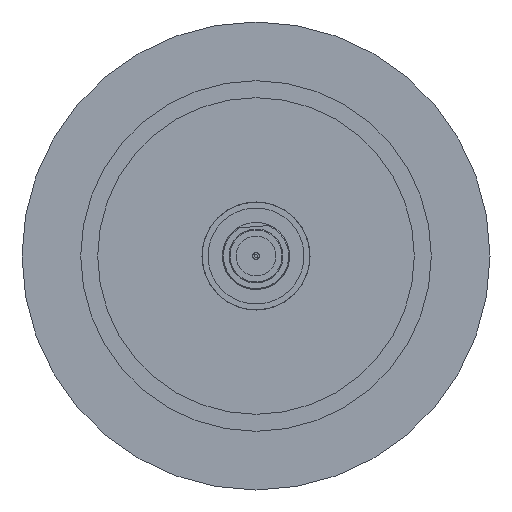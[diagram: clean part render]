
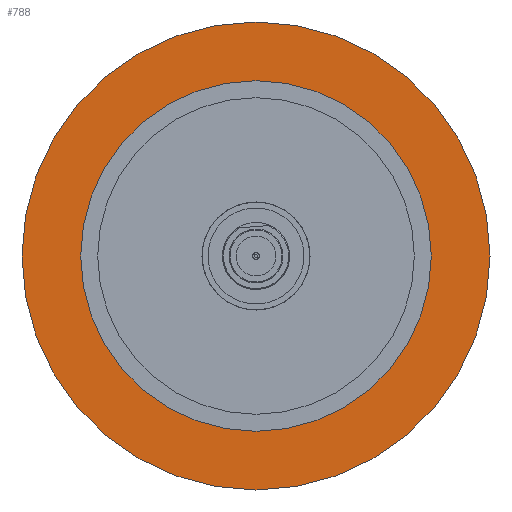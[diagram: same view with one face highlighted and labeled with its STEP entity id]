
A CAD part, left-side view. The second image highlights one B-rep face of the part: STEP entity #788.
In plain terms, the highlighted planar face has unit normal (-1, 0, 0).
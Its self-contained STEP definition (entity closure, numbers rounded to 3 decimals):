
#19 = CARTESIAN_POINT ( 'NONE',  ( 0., 0., -20.6 ) ) ;
#66 = ORIENTED_EDGE ( 'NONE', *, *, #1360, .F. ) ;
#105 = DIRECTION ( 'NONE',  ( -1., 0., 0. ) ) ;
#113 = DIRECTION ( 'NONE',  ( -1., 0., 0. ) ) ;
#205 = DIRECTION ( 'NONE',  ( 1., 0., 0. ) ) ;
#264 = CIRCLE ( 'NONE', #659, 27.5 ) ;
#284 = EDGE_CURVE ( 'NONE', #1401, #1167, #1070, .T. ) ;
#324 = CIRCLE ( 'NONE', #978, 20.6 ) ;
#433 = FACE_OUTER_BOUND ( 'NONE', #925, .T. ) ;
#449 = AXIS2_PLACEMENT_3D ( 'NONE', #1270, #105, #610 ) ;
#462 = CARTESIAN_POINT ( 'NONE',  ( 0., 0., 0. ) ) ;
#487 = AXIS2_PLACEMENT_3D ( 'NONE', #882, #113, #1647 ) ;
#560 = VERTEX_POINT ( 'NONE', #641 ) ;
#561 = PLANE ( 'NONE',  #1459 ) ;
#586 = FACE_BOUND ( 'NONE', #1351, .T. ) ;
#588 = CARTESIAN_POINT ( 'NONE',  ( 0., 0., -27.5 ) ) ;
#610 = DIRECTION ( 'NONE',  ( 0., 0., 1. ) ) ;
#641 = CARTESIAN_POINT ( 'NONE',  ( 0., 0., 20.6 ) ) ;
#652 = ORIENTED_EDGE ( 'NONE', *, *, #923, .F. ) ;
#659 = AXIS2_PLACEMENT_3D ( 'NONE', #462, #1117, #981 ) ;
#711 = ORIENTED_EDGE ( 'NONE', *, *, #284, .T. ) ;
#712 = CIRCLE ( 'NONE', #487, 20.6 ) ;
#718 = DIRECTION ( 'NONE',  ( 0., 0., -1. ) ) ;
#788 = ADVANCED_FACE ( 'NONE', ( #586, #433 ), #561, .F. ) ;
#790 = EDGE_CURVE ( 'NONE', #1167, #1401, #264, .T. ) ;
#872 = CARTESIAN_POINT ( 'NONE',  ( 0., 0., 0. ) ) ;
#879 = CARTESIAN_POINT ( 'NONE',  ( 0., 0., -27.5 ) ) ;
#882 = CARTESIAN_POINT ( 'NONE',  ( 0., 0., 0. ) ) ;
#923 = EDGE_CURVE ( 'NONE', #560, #986, #324, .T. ) ;
#925 = EDGE_LOOP ( 'NONE', ( #1118, #711 ) ) ;
#978 = AXIS2_PLACEMENT_3D ( 'NONE', #872, #1630, #1114 ) ;
#981 = DIRECTION ( 'NONE',  ( 0., 0., 1. ) ) ;
#986 = VERTEX_POINT ( 'NONE', #19 ) ;
#1070 = CIRCLE ( 'NONE', #449, 27.5 ) ;
#1114 = DIRECTION ( 'NONE',  ( 0., 0., 1. ) ) ;
#1117 = DIRECTION ( 'NONE',  ( -1., 0., 0. ) ) ;
#1118 = ORIENTED_EDGE ( 'NONE', *, *, #790, .T. ) ;
#1167 = VERTEX_POINT ( 'NONE', #1250 ) ;
#1250 = CARTESIAN_POINT ( 'NONE',  ( 0., 0., 27.5 ) ) ;
#1270 = CARTESIAN_POINT ( 'NONE',  ( 0., 0., 0. ) ) ;
#1351 = EDGE_LOOP ( 'NONE', ( #652, #66 ) ) ;
#1360 = EDGE_CURVE ( 'NONE', #986, #560, #712, .T. ) ;
#1401 = VERTEX_POINT ( 'NONE', #879 ) ;
#1459 = AXIS2_PLACEMENT_3D ( 'NONE', #588, #205, #718 ) ;
#1630 = DIRECTION ( 'NONE',  ( -1., 0., 0. ) ) ;
#1647 = DIRECTION ( 'NONE',  ( 0., 0., 1. ) ) ;
